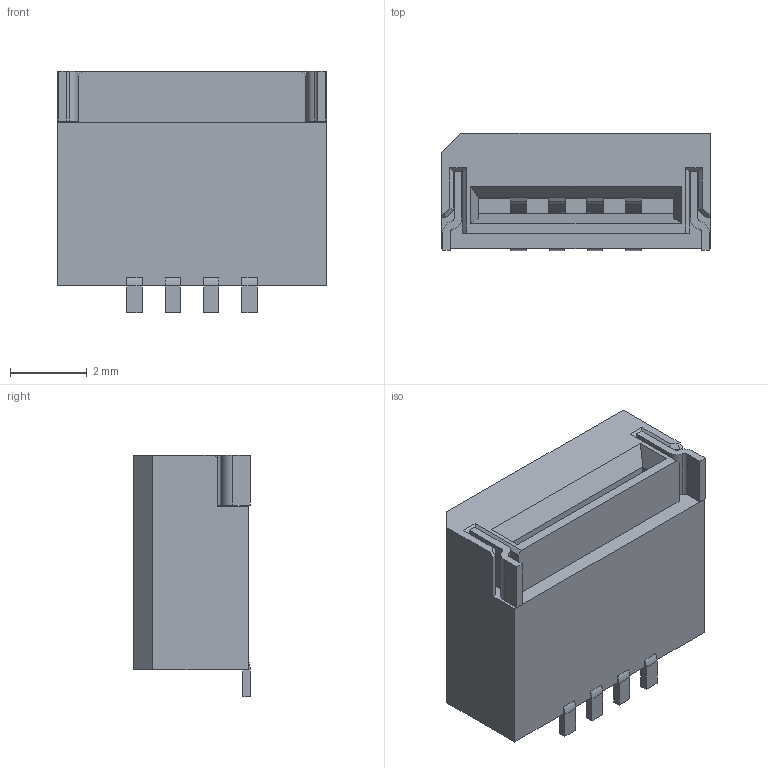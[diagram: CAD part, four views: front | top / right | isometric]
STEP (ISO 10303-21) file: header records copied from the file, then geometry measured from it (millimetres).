
FILE_DESCRIPTION((''),'2;1');
FILE_NAME('C-84981-4','2010-05-05T',('workeradm'),('Tyco Electronics Ltd.'),'PRO/ENGINEER BY PARAMETRIC TECHNOLOGY CORPORATION, 2009300','PRO/ENGINEER BY PARAMETRIC TECHNOLOGY CORPORATION, 2009300','');
FILE_SCHEMA(('AUTOMOTIVE_DESIGN { 1 0 10303 214 1 1 1 1 }'));
Length unit declared in the file: millimetre
Products named in the file (1): C-84981-4
Bounding box: 7 x 3.05 x 6.3 mm (x, y, z)
Volume: 103.5 mm3; surface area: 219.8 mm2
Topology: 1 solids, 1 shells, 130 faces, 355 edges, 232 vertices
Faces by surface type: plane 110, cylinder 20
Entity records: 4312 total; most frequent: CARTESIAN_POINT 719, ORIENTED_EDGE 710, DIRECTION 655, EDGE_CURVE 355, VECTOR 315, LINE 315, VERTEX_POINT 232, AXIS2_PLACEMENT_3D 170
